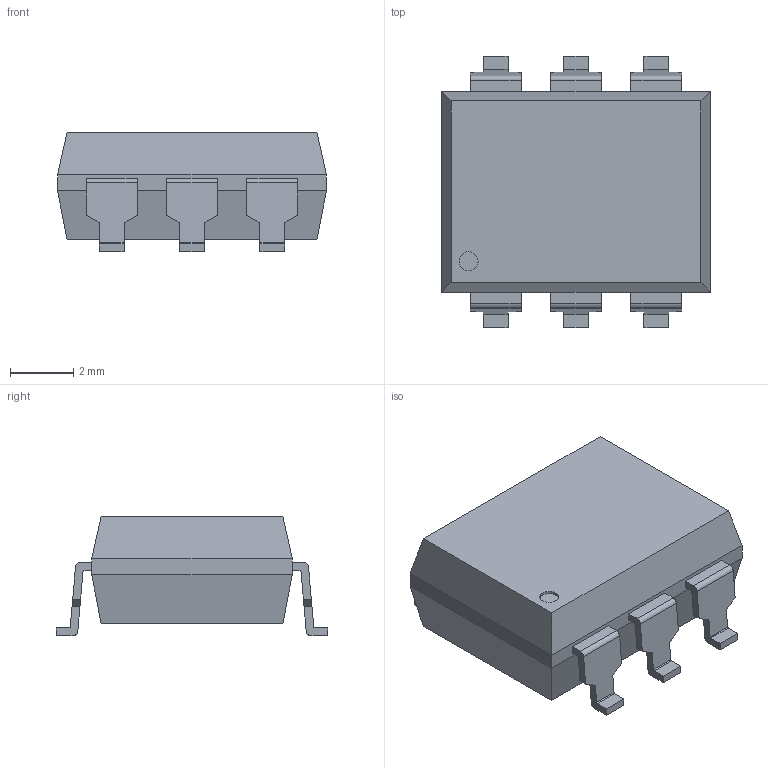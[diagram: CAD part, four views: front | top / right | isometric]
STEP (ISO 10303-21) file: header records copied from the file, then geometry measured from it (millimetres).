
FILE_DESCRIPTION(('FreeCAD Model'),'2;1');
FILE_NAME('Body_K_sp.step','2020-04-13T19:09:15',( 'kicad StepUp'),('ksu MCAD'),'Open CASCADE STEP processor 7.3', 'FreeCAD','Unknown');
FILE_SCHEMA(('AUTOMOTIVE_DESIGN { 1 0 10303 214 1 1 1 1 }'));
Length unit declared in the file: millimetre
Products named in the file (1): Body_K_sp
Bounding box: 8.51 x 8.6 x 3.78 mm (x, y, z)
Volume: 176.5 mm3; surface area: 241.5 mm2
Topology: 1 solids, 1 shells, 118 faces, 319 edges, 210 vertices
Faces by surface type: plane 93, cylinder 25
Full cylindrical faces by diameter (mm): 0.6 x1
Entity records: 4509 total; most frequent: CARTESIAN_POINT 648, ORIENTED_EDGE 638, DIRECTION 607, EDGE_CURVE 319, LINE 269, VECTOR 269, VERTEX_POINT 210, AXIS2_PLACEMENT_3D 169
